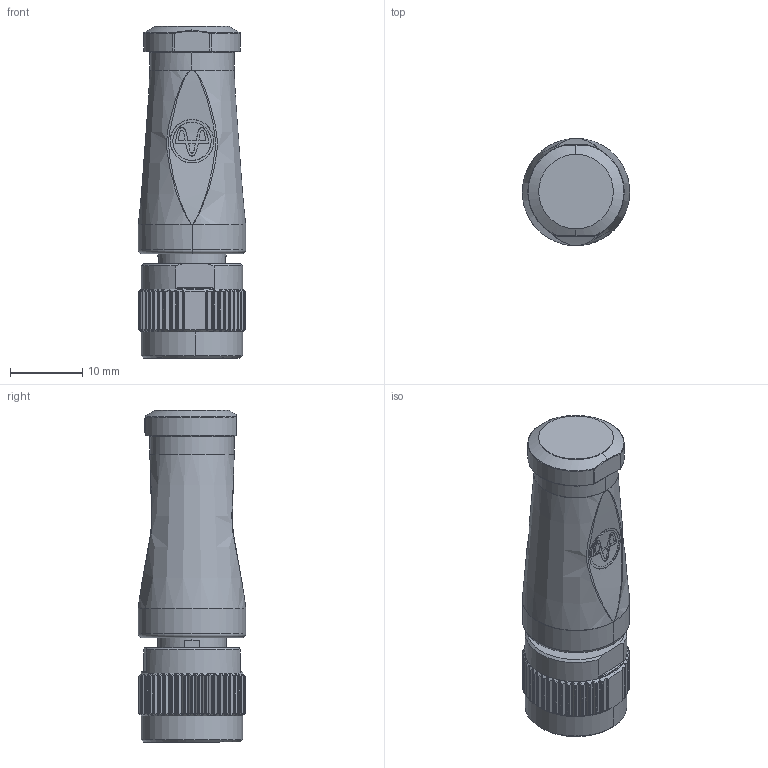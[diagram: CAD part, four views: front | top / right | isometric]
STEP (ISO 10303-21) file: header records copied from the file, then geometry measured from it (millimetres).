
FILE_DESCRIPTION (( 'STEP AP214' ), '1' );
FILE_NAME ('Customer-P2096A0100-M12FS-8AF-Yamaichi.STEP', '2020-09-30T09:17:56', ( '' ), ( '' ), 'SwSTEP 2.0', 'SolidWorks 2018', '' );
FILE_SCHEMA (( 'AUTOMOTIVE_DESIGN' ));
Length unit declared in the file: millimetre
Products named in the file (1): Customer-P2096A0100-M12FS-8AF-Yamaichi
Bounding box: 14.8 x 14.8 x 45.8 mm (x, y, z)
Volume: 5900.1 mm3; surface area: 3329.7 mm2
Topology: 1 solids, 1 shells, 1179 faces, 2788 edges, 1571 vertices
Faces by surface type: cylinder 335, bspline 317, plane 193, sphere 179, torus 118, cone 37
Entity records: 56329 total; most frequent: CARTESIAN_POINT 18951, ORIENTED_EDGE 5344, DIRECTION 4895, EDGE_CURVE 2672, AXIS2_PLACEMENT_3D 2087, VERTEX_POINT 1521, CIRCLE 1224, EDGE_LOOP 1205
